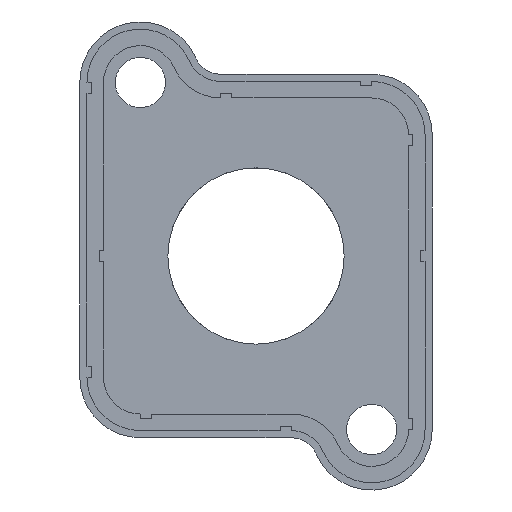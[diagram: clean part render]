
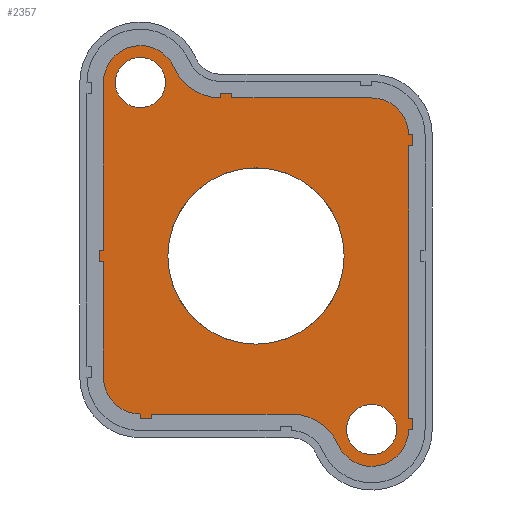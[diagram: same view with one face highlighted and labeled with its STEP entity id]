
A CAD part, front view. The second image highlights one B-rep face of the part: STEP entity #2357.
In plain terms, the highlighted planar face has unit normal (0, -1, 0).
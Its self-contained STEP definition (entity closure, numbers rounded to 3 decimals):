
#29=FACE_BOUND('',#390,.T.);
#30=FACE_BOUND('',#391,.T.);
#31=FACE_BOUND('',#392,.T.);
#66=CIRCLE('',#2466,16.);
#85=CIRCLE('',#2523,6.7);
#89=CIRCLE('',#2532,6.7);
#90=CIRCLE('',#2534,9.3);
#101=CIRCLE('',#2554,4.55);
#105=CIRCLE('',#2563,6.7);
#109=CIRCLE('',#2573,6.7);
#110=CIRCLE('',#2575,9.3);
#114=CIRCLE('',#2582,4.55);
#262=FACE_OUTER_BOUND('',#389,.T.);
#389=EDGE_LOOP('',(#2020,#2021,#2022,#2023,#2024,#2025,#2026,#2027,#2028,
#2029,#2030,#2031,#2032,#2033,#2034,#2035,#2036,#2037,#2038,#2039,#2040,
#2041,#2042,#2043,#2044,#2045));
#390=EDGE_LOOP('',(#2046));
#391=EDGE_LOOP('',(#2047));
#392=EDGE_LOOP('',(#2048));
#491=LINE('',#3528,#744);
#495=LINE('',#3537,#748);
#498=LINE('',#3541,#751);
#501=LINE('',#3549,#754);
#504=LINE('',#3555,#757);
#508=LINE('',#3562,#761);
#541=LINE('',#3633,#794);
#545=LINE('',#3640,#798);
#548=LINE('',#3646,#801);
#551=LINE('',#3654,#804);
#554=LINE('',#3660,#807);
#557=LINE('',#3666,#810);
#561=LINE('',#3675,#814);
#565=LINE('',#3682,#818);
#568=LINE('',#3688,#821);
#595=LINE('',#3745,#848);
#598=LINE('',#3751,#851);
#602=LINE('',#3757,#855);
#634=LINE('',#3880,#887);
#640=LINE('',#3902,#893);
#744=VECTOR('',#2842,10.);
#748=VECTOR('',#2848,10.);
#751=VECTOR('',#2853,10.);
#754=VECTOR('',#2858,10.);
#757=VECTOR('',#2863,10.);
#761=VECTOR('',#2869,10.);
#794=VECTOR('',#2922,10.);
#798=VECTOR('',#2928,10.);
#801=VECTOR('',#2933,10.);
#804=VECTOR('',#2938,10.);
#807=VECTOR('',#2943,10.);
#810=VECTOR('',#2948,10.);
#814=VECTOR('',#2954,10.);
#818=VECTOR('',#2960,10.);
#821=VECTOR('',#2965,10.);
#848=VECTOR('',#3010,10.);
#851=VECTOR('',#3015,10.);
#855=VECTOR('',#3021,10.);
#887=VECTOR('',#3167,10.);
#893=VECTOR('',#3197,10.);
#995=VERTEX_POINT('',#3512);
#998=VERTEX_POINT('',#3525);
#999=VERTEX_POINT('',#3527);
#1002=VERTEX_POINT('',#3534);
#1003=VERTEX_POINT('',#3536);
#1006=VERTEX_POINT('',#3546);
#1007=VERTEX_POINT('',#3548);
#1009=VERTEX_POINT('',#3554);
#1011=VERTEX_POINT('',#3560);
#1038=VERTEX_POINT('',#3630);
#1039=VERTEX_POINT('',#3632);
#1041=VERTEX_POINT('',#3638);
#1043=VERTEX_POINT('',#3644);
#1046=VERTEX_POINT('',#3651);
#1047=VERTEX_POINT('',#3653);
#1049=VERTEX_POINT('',#3659);
#1051=VERTEX_POINT('',#3665);
#1054=VERTEX_POINT('',#3672);
#1055=VERTEX_POINT('',#3674);
#1057=VERTEX_POINT('',#3680);
#1059=VERTEX_POINT('',#3686);
#1080=VERTEX_POINT('',#3744);
#1082=VERTEX_POINT('',#3750);
#1094=VERTEX_POINT('',#3801);
#1111=VERTEX_POINT('',#3854);
#1117=VERTEX_POINT('',#3876);
#1120=VERTEX_POINT('',#3894);
#1121=VERTEX_POINT('',#3898);
#1127=VERTEX_POINT('',#3916);
#1247=EDGE_CURVE('',#995,#995,#66,.T.);
#1257=EDGE_CURVE('',#998,#999,#491,.T.);
#1261=EDGE_CURVE('',#1002,#1003,#495,.T.);
#1264=EDGE_CURVE('',#999,#1002,#498,.T.);
#1267=EDGE_CURVE('',#1006,#1007,#501,.T.);
#1270=EDGE_CURVE('',#1007,#1009,#504,.T.);
#1274=EDGE_CURVE('',#1011,#1006,#508,.T.);
#1307=EDGE_CURVE('',#1039,#1038,#541,.T.);
#1311=EDGE_CURVE('',#1041,#1038,#545,.T.);
#1314=EDGE_CURVE('',#1043,#1041,#548,.T.);
#1317=EDGE_CURVE('',#1046,#1047,#551,.T.);
#1320=EDGE_CURVE('',#1047,#1049,#554,.T.);
#1323=EDGE_CURVE('',#1049,#1051,#557,.T.);
#1327=EDGE_CURVE('',#1054,#1055,#561,.T.);
#1331=EDGE_CURVE('',#1057,#1054,#565,.T.);
#1334=EDGE_CURVE('',#1059,#1057,#568,.T.);
#1361=EDGE_CURVE('',#1080,#1039,#595,.T.);
#1364=EDGE_CURVE('',#1082,#1051,#598,.T.);
#1368=EDGE_CURVE('',#1011,#1055,#602,.T.);
#1387=EDGE_CURVE('',#1059,#1082,#85,.T.);
#1394=EDGE_CURVE('',#1094,#1080,#89,.T.);
#1396=EDGE_CURVE('',#1046,#1094,#90,.T.);
#1421=EDGE_CURVE('',#1111,#1111,#101,.T.);
#1431=EDGE_CURVE('',#1117,#1003,#105,.T.);
#1433=EDGE_CURVE('',#1043,#1117,#634,.T.);
#1440=EDGE_CURVE('',#1120,#1009,#109,.T.);
#1442=EDGE_CURVE('',#1121,#1120,#110,.T.);
#1444=EDGE_CURVE('',#998,#1121,#640,.T.);
#1451=EDGE_CURVE('',#1127,#1127,#114,.T.);
#2020=ORIENTED_EDGE('',*,*,#1361,.T.);
#2021=ORIENTED_EDGE('',*,*,#1307,.T.);
#2022=ORIENTED_EDGE('',*,*,#1311,.F.);
#2023=ORIENTED_EDGE('',*,*,#1314,.F.);
#2024=ORIENTED_EDGE('',*,*,#1433,.T.);
#2025=ORIENTED_EDGE('',*,*,#1431,.T.);
#2026=ORIENTED_EDGE('',*,*,#1261,.F.);
#2027=ORIENTED_EDGE('',*,*,#1264,.F.);
#2028=ORIENTED_EDGE('',*,*,#1257,.F.);
#2029=ORIENTED_EDGE('',*,*,#1444,.T.);
#2030=ORIENTED_EDGE('',*,*,#1442,.T.);
#2031=ORIENTED_EDGE('',*,*,#1440,.T.);
#2032=ORIENTED_EDGE('',*,*,#1270,.F.);
#2033=ORIENTED_EDGE('',*,*,#1267,.F.);
#2034=ORIENTED_EDGE('',*,*,#1274,.F.);
#2035=ORIENTED_EDGE('',*,*,#1368,.T.);
#2036=ORIENTED_EDGE('',*,*,#1327,.F.);
#2037=ORIENTED_EDGE('',*,*,#1331,.F.);
#2038=ORIENTED_EDGE('',*,*,#1334,.F.);
#2039=ORIENTED_EDGE('',*,*,#1387,.T.);
#2040=ORIENTED_EDGE('',*,*,#1364,.T.);
#2041=ORIENTED_EDGE('',*,*,#1323,.F.);
#2042=ORIENTED_EDGE('',*,*,#1320,.F.);
#2043=ORIENTED_EDGE('',*,*,#1317,.F.);
#2044=ORIENTED_EDGE('',*,*,#1396,.T.);
#2045=ORIENTED_EDGE('',*,*,#1394,.T.);
#2046=ORIENTED_EDGE('',*,*,#1247,.F.);
#2047=ORIENTED_EDGE('',*,*,#1421,.F.);
#2048=ORIENTED_EDGE('',*,*,#1451,.F.);
#2242=PLANE('',#2581);
#2357=ADVANCED_FACE('',(#262,#29,#30,#31),#2242,.F.);
#2466=AXIS2_PLACEMENT_3D('',#3513,#2823,#2824);
#2523=AXIS2_PLACEMENT_3D('',#3787,#3058,#3059);
#2532=AXIS2_PLACEMENT_3D('',#3802,#3079,#3080);
#2534=AXIS2_PLACEMENT_3D('',#3805,#3084,#3085);
#2554=AXIS2_PLACEMENT_3D('',#3856,#3138,#3139);
#2563=AXIS2_PLACEMENT_3D('',#3877,#3162,#3163);
#2573=AXIS2_PLACEMENT_3D('',#3895,#3187,#3188);
#2575=AXIS2_PLACEMENT_3D('',#3899,#3192,#3193);
#2581=AXIS2_PLACEMENT_3D('',#3915,#3209,#3210);
#2582=AXIS2_PLACEMENT_3D('',#3917,#3211,#3212);
#2823=DIRECTION('center_axis',(0.,-1.,0.));
#2824=DIRECTION('ref_axis',(0.,0.,1.));
#2842=DIRECTION('',(0.,0.,-1.));
#2848=DIRECTION('',(0.,0.,1.));
#2853=DIRECTION('',(-1.,0.,0.));
#2858=DIRECTION('',(0.,0.,-1.));
#2863=DIRECTION('',(-1.,0.,0.));
#2869=DIRECTION('',(1.,0.,0.));
#2922=DIRECTION('',(-1.,0.,0.));
#2928=DIRECTION('',(0.,0.,1.));
#2933=DIRECTION('',(-1.,0.,0.));
#2938=DIRECTION('',(0.,0.,1.));
#2943=DIRECTION('',(1.,0.,0.));
#2948=DIRECTION('',(0.,0.,-1.));
#2954=DIRECTION('',(-1.,0.,0.));
#2960=DIRECTION('',(0.,0.,-1.));
#2965=DIRECTION('',(1.,0.,0.));
#3010=DIRECTION('',(0.,0.,-1.));
#3015=DIRECTION('',(-1.,0.,0.));
#3021=DIRECTION('',(0.,0.,1.));
#3058=DIRECTION('center_axis',(0.,-1.,0.));
#3059=DIRECTION('ref_axis',(0.,0.,-1.));
#3079=DIRECTION('center_axis',(0.,-1.,0.));
#3080=DIRECTION('ref_axis',(1.,0.,0.));
#3084=DIRECTION('center_axis',(0.,1.,0.));
#3085=DIRECTION('ref_axis',(0.,0.,-1.));
#3138=DIRECTION('center_axis',(0.,-1.,0.));
#3139=DIRECTION('ref_axis',(-1.,0.,0.));
#3162=DIRECTION('center_axis',(0.,-1.,0.));
#3163=DIRECTION('ref_axis',(0.,0.,1.));
#3167=DIRECTION('',(0.,0.,-1.));
#3187=DIRECTION('center_axis',(0.,-1.,0.));
#3188=DIRECTION('ref_axis',(-1.,0.,0.));
#3192=DIRECTION('center_axis',(0.,1.,0.));
#3193=DIRECTION('ref_axis',(0.,0.,1.));
#3197=DIRECTION('',(1.,0.,0.));
#3209=DIRECTION('center_axis',(0.,1.,0.));
#3210=DIRECTION('ref_axis',(0.,0.,1.));
#3211=DIRECTION('center_axis',(0.,-1.,0.));
#3212=DIRECTION('ref_axis',(1.,0.,0.));
#3512=CARTESIAN_POINT('',(0.,0.,-16.));
#3513=CARTESIAN_POINT('Origin',(0.,0.,0.));
#3525=CARTESIAN_POINT('',(-19.,0.,-28.7));
#3527=CARTESIAN_POINT('',(-19.,0.,-29.5));
#3528=CARTESIAN_POINT('',(-19.,0.,-28.7));
#3534=CARTESIAN_POINT('',(-21.,0.,-29.5));
#3536=CARTESIAN_POINT('',(-21.,0.,-28.7));
#3537=CARTESIAN_POINT('',(-21.,0.,-29.5));
#3541=CARTESIAN_POINT('',(-19.,0.,-29.5));
#3546=CARTESIAN_POINT('',(28.5,0.,-29.5));
#3548=CARTESIAN_POINT('',(28.5,0.,-31.5));
#3549=CARTESIAN_POINT('',(28.5,0.,-29.5));
#3554=CARTESIAN_POINT('',(27.7,0.,-31.5));
#3555=CARTESIAN_POINT('',(28.5,0.,-31.5));
#3560=CARTESIAN_POINT('',(27.7,0.,-29.5));
#3562=CARTESIAN_POINT('',(27.7,0.,-29.5));
#3630=CARTESIAN_POINT('',(-28.5,0.,1.));
#3632=CARTESIAN_POINT('',(-27.7,0.,1.));
#3633=CARTESIAN_POINT('',(-27.7,0.,1.));
#3638=CARTESIAN_POINT('',(-28.5,0.,-1.));
#3640=CARTESIAN_POINT('',(-28.5,0.,-1.));
#3644=CARTESIAN_POINT('',(-27.7,0.,-1.));
#3646=CARTESIAN_POINT('',(-27.7,0.,-1.));
#3651=CARTESIAN_POINT('',(-6.38,0.,28.7));
#3653=CARTESIAN_POINT('',(-6.38,0.,29.5));
#3654=CARTESIAN_POINT('',(-6.38,0.,28.7));
#3659=CARTESIAN_POINT('',(-4.38,0.,29.5));
#3660=CARTESIAN_POINT('',(-6.38,0.,29.5));
#3665=CARTESIAN_POINT('',(-4.38,0.,28.7));
#3666=CARTESIAN_POINT('',(-4.38,0.,29.5));
#3672=CARTESIAN_POINT('',(28.5,0.,20.));
#3674=CARTESIAN_POINT('',(27.7,0.,20.));
#3675=CARTESIAN_POINT('',(28.5,0.,20.));
#3680=CARTESIAN_POINT('',(28.5,0.,22.));
#3682=CARTESIAN_POINT('',(28.5,0.,22.));
#3686=CARTESIAN_POINT('',(27.7,0.,22.));
#3688=CARTESIAN_POINT('',(27.7,0.,22.));
#3744=CARTESIAN_POINT('',(-27.7,0.,31.5));
#3745=CARTESIAN_POINT('',(-27.7,0.,-10.625));
#3750=CARTESIAN_POINT('',(21.,0.,28.7));
#3751=CARTESIAN_POINT('',(10.5,0.,28.7));
#3757=CARTESIAN_POINT('',(27.7,0.,-26.375));
#3787=CARTESIAN_POINT('Origin',(21.,0.,22.));
#3801=CARTESIAN_POINT('',(-14.878,0.,34.222));
#3802=CARTESIAN_POINT('Origin',(-21.,0.,31.5));
#3805=CARTESIAN_POINT('Origin',(-6.38,0.,38.));
#3854=CARTESIAN_POINT('',(-16.45,0.,31.5));
#3856=CARTESIAN_POINT('Origin',(-21.,0.,31.5));
#3876=CARTESIAN_POINT('',(-27.7,0.,-22.));
#3877=CARTESIAN_POINT('Origin',(-21.,0.,-22.));
#3880=CARTESIAN_POINT('',(-27.7,0.,-10.625));
#3894=CARTESIAN_POINT('',(14.878,0.,-34.222));
#3895=CARTESIAN_POINT('Origin',(21.,0.,-31.5));
#3898=CARTESIAN_POINT('',(6.38,0.,-28.7));
#3899=CARTESIAN_POINT('Origin',(6.38,0.,-38.));
#3902=CARTESIAN_POINT('',(-10.5,0.,-28.7));
#3915=CARTESIAN_POINT('Origin',(0.,0.,-21.25));
#3916=CARTESIAN_POINT('',(16.45,0.,-31.5));
#3917=CARTESIAN_POINT('Origin',(21.,0.,-31.5));
